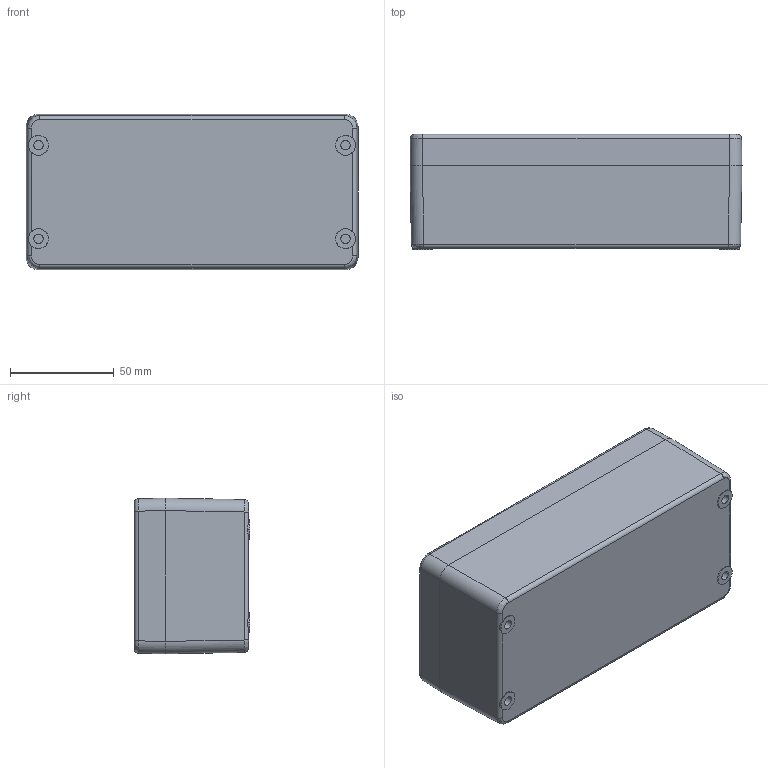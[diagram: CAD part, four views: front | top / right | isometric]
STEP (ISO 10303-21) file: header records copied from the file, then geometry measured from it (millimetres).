
FILE_DESCRIPTION((''),'2;1');
FILE_NAME('CP-170_ASM','2010-07-09T',('K.Herdt'),(''),'PRO/ENGINEER BY PARAMETRIC TECHNOLOGY CORPORATION, 2005070','PRO/ENGINEER BY PARAMETRIC TECHNOLOGY CORPORATION, 2005070','');
FILE_SCHEMA(('AUTOMOTIVE_DESIGN_CC2 { 1 2 10303 214 -1 1 5 2 }'));
Length unit declared in the file: millimetre
Products named in the file (4): CP-170_UNTERTEIL; CP-170_CP-175_DECKEL; 9261014000; CP-170_ASM
Assembly tree (6 placements, depth 2):
  CP-170_ASM
    CP-170_UNTERTEIL
    CP-170_CP-175_DECKEL
    9261014000  x4
Bounding box: 160 x 55.5 x 75 mm (x, y, z)
Volume: 203456 mm3; surface area: 105202.5 mm2
Topology: 6 solids, 16 shells, 521 faces, 1346 edges, 850 vertices
Faces by surface type: plane 205, cylinder 192, cone 88, torus 20, bspline 16
Entity records: 14309 total; most frequent: CARTESIAN_POINT 2707, DIRECTION 1918, ORIENTED_EDGE 1762, PRESENTATION_STYLE_ASSIGNMENT 904, STYLED_ITEM 904, CURVE_STYLE 894, EDGE_CURVE 894, AXIS2_PLACEMENT_3D 750
